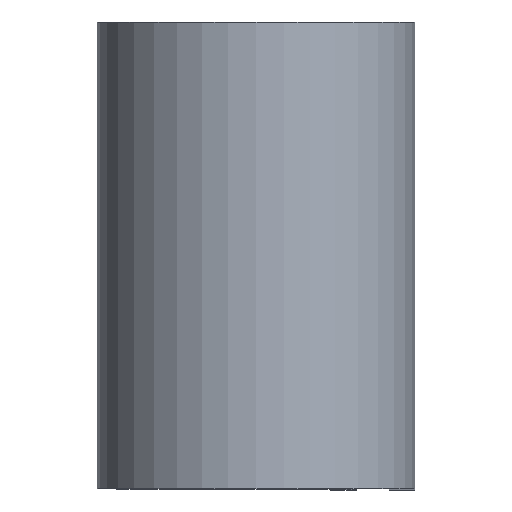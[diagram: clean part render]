
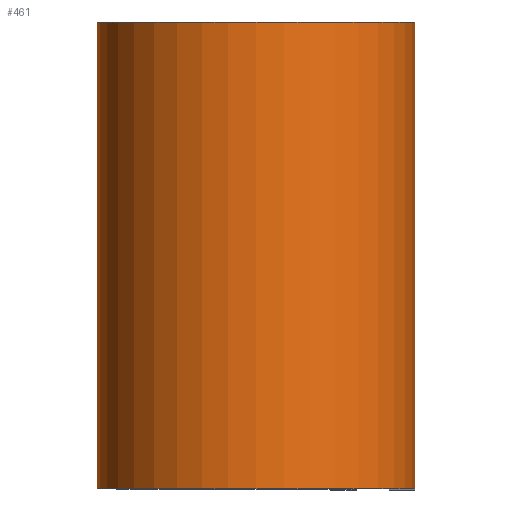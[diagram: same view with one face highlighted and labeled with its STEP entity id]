
A CAD part, top view. The second image highlights one B-rep face of the part: STEP entity #461.
In plain terms, the highlighted cylindrical face has radius 7.569 mm (diameter 15.138 mm), a partial arc.
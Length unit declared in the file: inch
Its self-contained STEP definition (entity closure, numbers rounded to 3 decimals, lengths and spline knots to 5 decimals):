
#11 = DIRECTION ( 'NONE',  ( 1., 0., 0. ) ) ;
#47 = EDGE_CURVE ( 'NONE', #713, #48, #351, .T. ) ;
#48 = VERTEX_POINT ( 'NONE', #258 ) ;
#54 = VERTEX_POINT ( 'NONE', #635 ) ;
#59 = EDGE_LOOP ( 'NONE', ( #231, #73, #617, #714 ) ) ;
#73 = ORIENTED_EDGE ( 'NONE', *, *, #395, .F. ) ;
#80 = EDGE_CURVE ( 'NONE', #644, #713, #329, .T. ) ;
#99 = DIRECTION ( 'NONE',  ( 0., 1., 0. ) ) ;
#136 = VECTOR ( 'NONE', #489, 39.37008 ) ;
#172 = CARTESIAN_POINT ( 'NONE',  ( 0., 0.4375, 0. ) ) ;
#186 = DIRECTION ( 'NONE',  ( 0., -1., 0. ) ) ;
#231 = ORIENTED_EDGE ( 'NONE', *, *, #47, .T. ) ;
#258 = CARTESIAN_POINT ( 'NONE',  ( 0.298, -0.4375, 0. ) ) ;
#268 = EDGE_CURVE ( 'NONE', #644, #54, #527, .T. ) ;
#278 = LINE ( 'NONE', #407, #136 ) ;
#280 = CARTESIAN_POINT ( 'NONE',  ( 0., -0.4375, -0.298 ) ) ;
#329 = LINE ( 'NONE', #522, #506 ) ;
#351 = CIRCLE ( 'NONE', #484, 0.298 ) ;
#357 = AXIS2_PLACEMENT_3D ( 'NONE', #172, #186, #680 ) ;
#391 = CYLINDRICAL_SURFACE ( 'NONE', #357, 0.298 ) ;
#395 = EDGE_CURVE ( 'NONE', #54, #48, #278, .T. ) ;
#407 = CARTESIAN_POINT ( 'NONE',  ( 0.298, 0.4375, 0. ) ) ;
#415 = FACE_OUTER_BOUND ( 'NONE', #59, .T. ) ;
#422 = CARTESIAN_POINT ( 'NONE',  ( 0., -0.4375, 0. ) ) ;
#443 = CARTESIAN_POINT ( 'NONE',  ( 0., 0.4375, -0.298 ) ) ;
#461 = ADVANCED_FACE ( 'NONE', ( #415 ), #391, .T. ) ;
#468 = DIRECTION ( 'NONE',  ( 1., 0., 0. ) ) ;
#484 = AXIS2_PLACEMENT_3D ( 'NONE', #422, #99, #468 ) ;
#489 = DIRECTION ( 'NONE',  ( 0., -1., 0. ) ) ;
#506 = VECTOR ( 'NONE', #536, 39.37008 ) ;
#522 = CARTESIAN_POINT ( 'NONE',  ( 0., 0.4375, -0.298 ) ) ;
#527 = CIRCLE ( 'NONE', #614, 0.298 ) ;
#536 = DIRECTION ( 'NONE',  ( 0., -1., 0. ) ) ;
#614 = AXIS2_PLACEMENT_3D ( 'NONE', #723, #734, #11 ) ;
#617 = ORIENTED_EDGE ( 'NONE', *, *, #268, .F. ) ;
#635 = CARTESIAN_POINT ( 'NONE',  ( 0.298, 0.4375, 0. ) ) ;
#644 = VERTEX_POINT ( 'NONE', #443 ) ;
#680 = DIRECTION ( 'NONE',  ( 0., 0., -1. ) ) ;
#713 = VERTEX_POINT ( 'NONE', #280 ) ;
#714 = ORIENTED_EDGE ( 'NONE', *, *, #80, .T. ) ;
#723 = CARTESIAN_POINT ( 'NONE',  ( 0., 0.4375, 0. ) ) ;
#734 = DIRECTION ( 'NONE',  ( 0., 1., 0. ) ) ;
